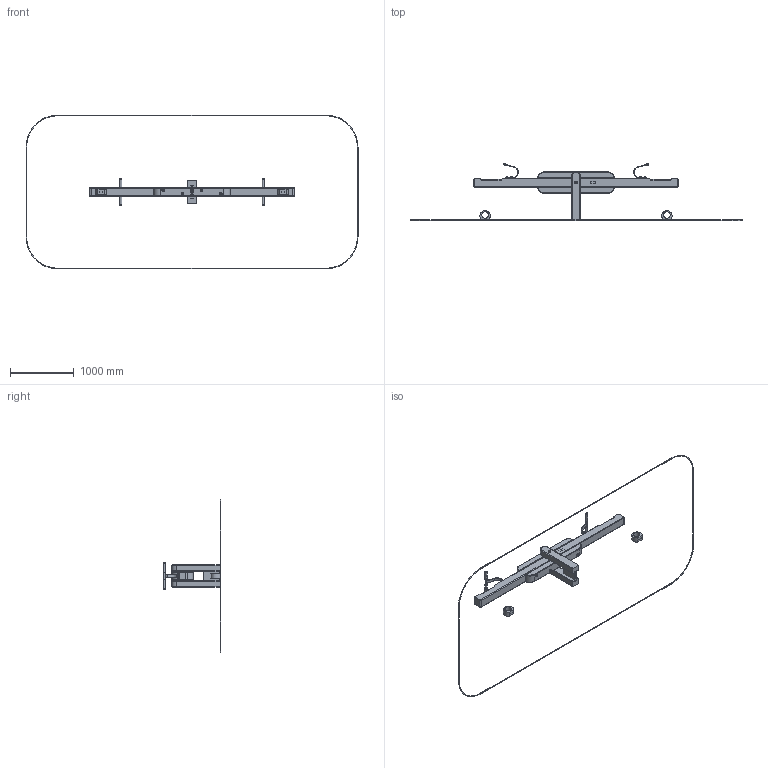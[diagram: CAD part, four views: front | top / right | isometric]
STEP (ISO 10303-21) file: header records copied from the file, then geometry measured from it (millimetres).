
FILE_DESCRIPTION(('STEP AP214'), '1');
FILE_NAME('Êà÷àëêà-áàëàíñèð ÊÁL-04 _ ÊÁL-04-00.00.00', '', ('UNSPECIFIED'), ('UNSPECIFIED'), 'C3D Converter', 'C3D Toolkit', '');
FILE_SCHEMA(('AUTOMOTIVE_DESIGN { 1 0 10303 214 3 1 1}'));
Length unit declared in the file: millimetre
Products named in the file (27): КБL-04-00.00.00; КБL-04-02.00.00; КБL-04-02.00.01-5064; КБL-04-02.00.02-5064; КБL-04-02.00.03; КБL-04-01.00.00-5064; КБL-04-01.00.01; КБL-04-01.00.02; КБL-04-01.00.03; КБL-04-03.00.00; КБL-04-03.01.00 цинк; КБL-04-03.01.02; КБL-04-03.01.03; КБL-04-03.01.01; КИ-001-01; КИ-001.02-01; КИ-001.01; YL-S450
Assembly tree (61 placements, depth 4):
  КБL-04-00.00.00
    КБL-04-02.00.00
      КБL-04-02.00.01-5064
      КБL-04-02.00.02-5064
      КБL-04-02.00.03  x2
      КБL-04-02.00.01-5064
    КБL-04-01.00.00-5064
      КБL-04-01.00.01
      КБL-04-01.00.02  x2
      КБL-04-01.00.03  x2
      (unnamed)  x8
      (unnamed)  x8
    КБL-04-03.00.00  x2
      КБL-04-03.01.00 цинк
        КБL-04-03.01.02
        КБL-04-03.01.03
        КБL-04-03.01.01
      (unnamed)
    (unnamed)  x10
    КИ-001-01  x4
      КИ-001.02-01
      КИ-001.01
    (unnamed)
    (unnamed)  x2
      (unnamed)
      (unnamed)
    YL-S450  x2
Bounding box: 5200 x 899.75 x 2408 mm (x, y, z)
Volume: 119478721 mm3; surface area: 5117553.5 mm2
Topology: 56 solids, 56 shells, 625 faces, 1219 edges, 718 vertices
Faces by surface type: plane 248, cylinder 237, torus 70, cone 38, sphere 20, bspline 12
Full cylindrical faces by diameter (mm): 8 x8, 10 x16, 11 x8, 17.2 x4, 18 x3, 20 x8, 21 x4, 21.2 x6, 26.8 x2, 26.9 x4, 27 x4, 27.9 x2, 32 x14, 33.5 x6, 35.5 x8, 36 x10, 42 x10, 55 x2, 103 x2
Entity records: 13554 total; most frequent: CARTESIAN_POINT 4002, DIRECTION 1504, ORIENTED_EDGE 1062, AXIS2_PLACEMENT_3D 636, EDGE_CURVE 531, EDGE_LOOP 380, VERTEX_POINT 339, ADVANCED_FACE 292
